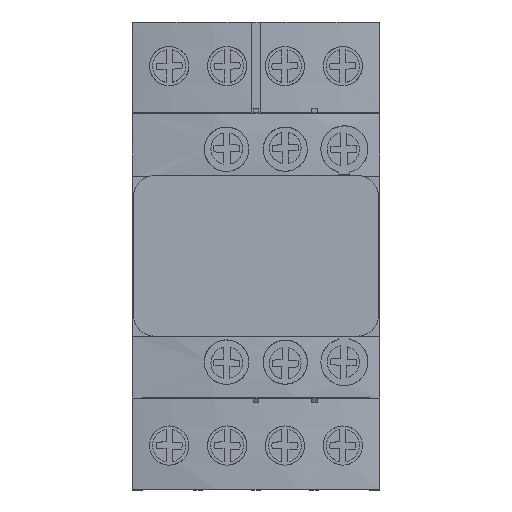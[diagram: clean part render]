
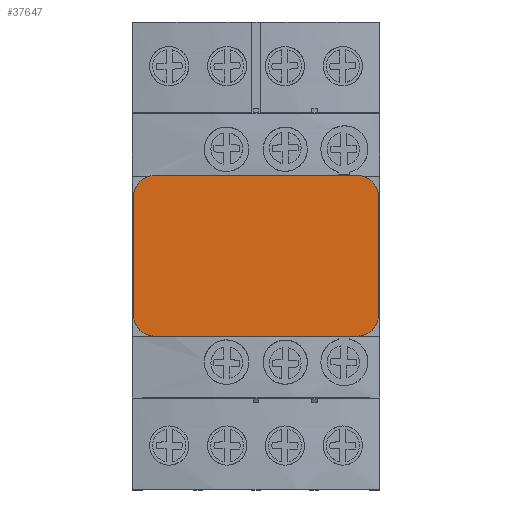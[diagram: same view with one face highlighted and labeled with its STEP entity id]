
A CAD part, top view. The second image highlights one B-rep face of the part: STEP entity #37647.
In plain terms, the highlighted planar face has unit normal (0, 0, 1).
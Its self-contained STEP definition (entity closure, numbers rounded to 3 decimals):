
#37355=CARTESIAN_POINT('',(4.,31.6,100.85));
#37356=DIRECTION('',(0.,0.,1.));
#37357=DIRECTION('',(-1.,0.,0.));
#37358=AXIS2_PLACEMENT_3D('',#37355,#37356,#37357);
#37363=DIRECTION('',(0.,-1.,0.));
#37364=VECTOR('',#37363,21.5);
#37365=CARTESIAN_POINT('',(0.2,53.1,100.85));
#37366=LINE('',#37365,#37364);
#37370=CARTESIAN_POINT('',(4.,53.1,100.85));
#37371=DIRECTION('',(0.,0.,1.));
#37372=DIRECTION('',(0.,1.,0.));
#37373=AXIS2_PLACEMENT_3D('',#37370,#37371,#37372);
#37378=DIRECTION('',(-1.,0.,0.));
#37379=VECTOR('',#37378,36.8);
#37380=CARTESIAN_POINT('',(40.8,56.9,100.85));
#37381=LINE('',#37380,#37379);
#37385=CARTESIAN_POINT('',(40.8,53.1,100.85));
#37386=DIRECTION('',(0.,0.,1.));
#37387=DIRECTION('',(1.,0.,0.));
#37388=AXIS2_PLACEMENT_3D('',#37385,#37386,#37387);
#37393=DIRECTION('',(0.,1.,0.));
#37394=VECTOR('',#37393,21.5);
#37395=CARTESIAN_POINT('',(44.6,31.6,100.85));
#37396=LINE('',#37395,#37394);
#37400=CARTESIAN_POINT('',(40.8,31.6,100.85));
#37401=DIRECTION('',(0.,0.,1.));
#37402=DIRECTION('',(0.,-1.,0.));
#37403=AXIS2_PLACEMENT_3D('',#37400,#37401,#37402);
#37408=DIRECTION('',(1.,0.,0.));
#37409=VECTOR('',#37408,36.8);
#37410=CARTESIAN_POINT('',(4.,27.8,100.85));
#37411=LINE('',#37410,#37409);
#37415=CARTESIAN_POINT('',(0.2,31.6,100.85));
#37416=CARTESIAN_POINT('',(4.,27.8,100.85));
#37417=VERTEX_POINT('',#37415);
#37418=VERTEX_POINT('',#37416);
#37419=CARTESIAN_POINT('',(40.8,27.8,100.85));
#37420=VERTEX_POINT('',#37419);
#37421=CARTESIAN_POINT('',(44.6,31.6,100.85));
#37422=VERTEX_POINT('',#37421);
#37423=CARTESIAN_POINT('',(44.6,53.1,100.85));
#37424=VERTEX_POINT('',#37423);
#37425=CARTESIAN_POINT('',(40.8,56.9,100.85));
#37426=VERTEX_POINT('',#37425);
#37427=CARTESIAN_POINT('',(4.,56.9,100.85));
#37428=VERTEX_POINT('',#37427);
#37429=CARTESIAN_POINT('',(0.2,53.1,100.85));
#37430=VERTEX_POINT('',#37429);
#37632=CARTESIAN_POINT('',(0.,0.,100.85));
#37633=DIRECTION('',(0.,0.,1.));
#37634=DIRECTION('',(1.,0.,0.));
#37635=AXIS2_PLACEMENT_3D('',#37632,#37633,#37634);
#37636=PLANE('',#37635);
#37637=ORIENTED_EDGE('',*,*,#37479,.F.);
#37638=ORIENTED_EDGE('',*,*,#37501,.F.);
#37639=ORIENTED_EDGE('',*,*,#37522,.F.);
#37640=ORIENTED_EDGE('',*,*,#37543,.F.);
#37641=ORIENTED_EDGE('',*,*,#37564,.F.);
#37642=ORIENTED_EDGE('',*,*,#37585,.F.);
#37643=ORIENTED_EDGE('',*,*,#37606,.F.);
#37644=ORIENTED_EDGE('',*,*,#37626,.F.);
#37645=EDGE_LOOP('',(#37637,#37638,#37639,#37640,#37641,#37642,#37643,#37644));
#37646=FACE_OUTER_BOUND('',#37645,.F.);
#37359=CIRCLE('',#37358,3.8);
#37374=CIRCLE('',#37373,3.8);
#37389=CIRCLE('',#37388,3.8);
#37404=CIRCLE('',#37403,3.8);
#37479=EDGE_CURVE('',#37417,#37418,#37359,.T.);
#37501=EDGE_CURVE('',#37430,#37417,#37366,.T.);
#37522=EDGE_CURVE('',#37428,#37430,#37374,.T.);
#37543=EDGE_CURVE('',#37426,#37428,#37381,.T.);
#37564=EDGE_CURVE('',#37424,#37426,#37389,.T.);
#37585=EDGE_CURVE('',#37422,#37424,#37396,.T.);
#37606=EDGE_CURVE('',#37420,#37422,#37404,.T.);
#37626=EDGE_CURVE('',#37418,#37420,#37411,.T.);
#37647=ADVANCED_FACE('',(#37646),#37636,.T.);
